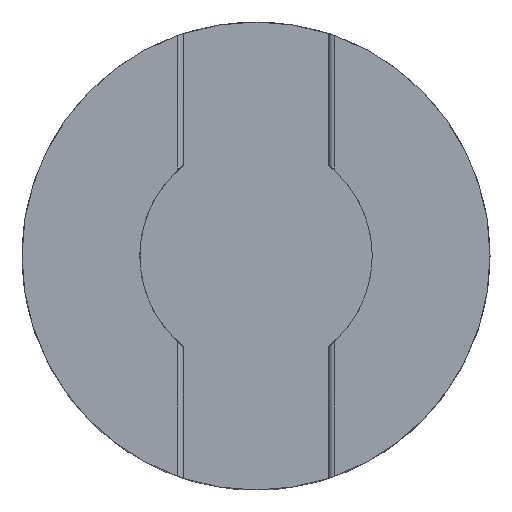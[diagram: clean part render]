
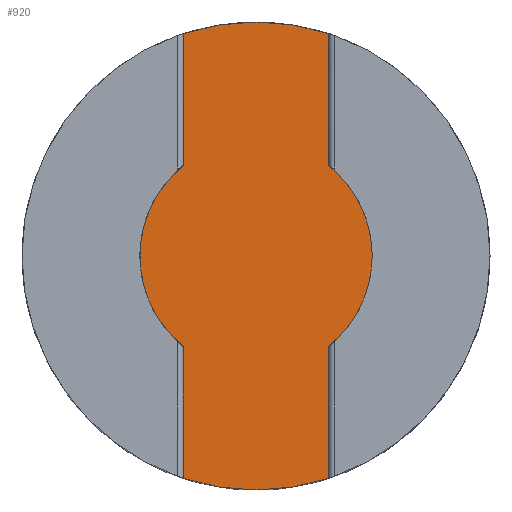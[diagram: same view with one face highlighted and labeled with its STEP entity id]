
A CAD part, top view. The second image highlights one B-rep face of the part: STEP entity #920.
In plain terms, the highlighted planar face has unit normal (0, 0, 1).
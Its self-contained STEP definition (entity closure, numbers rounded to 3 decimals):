
#9 = ORIENTED_EDGE ( 'NONE', *, *, #75, .F. ) ;
#41 = CARTESIAN_POINT ( 'NONE',  ( 2.43, 7.464, 0.95 ) ) ;
#52 = DIRECTION ( 'NONE',  ( 0., 0., -1. ) ) ;
#54 = EDGE_CURVE ( 'NONE', #990, #820, #452, .T. ) ;
#64 = CARTESIAN_POINT ( 'NONE',  ( 0., 0., 0.95 ) ) ;
#67 = CARTESIAN_POINT ( 'NONE',  ( 0., 0., 0.95 ) ) ;
#75 = EDGE_CURVE ( 'NONE', #288, #1085, #978, .T. ) ;
#90 = CARTESIAN_POINT ( 'NONE',  ( 2.43, 3.05, 0.95 ) ) ;
#91 = EDGE_CURVE ( 'NONE', #1019, #474, #888, .T. ) ;
#136 = CARTESIAN_POINT ( 'NONE',  ( -2.43, 7.464, 0.95 ) ) ;
#145 = DIRECTION ( 'NONE',  ( 0., 0., 1. ) ) ;
#154 = AXIS2_PLACEMENT_3D ( 'NONE', #1054, #292, #637 ) ;
#156 = EDGE_CURVE ( 'NONE', #418, #990, #581, .T. ) ;
#171 = AXIS2_PLACEMENT_3D ( 'NONE', #880, #811, #894 ) ;
#195 = CARTESIAN_POINT ( 'NONE',  ( -2.43, 7.464, 0.95 ) ) ;
#203 = CARTESIAN_POINT ( 'NONE',  ( 2.43, -7.464, 0.95 ) ) ;
#222 = CARTESIAN_POINT ( 'NONE',  ( -2.43, -7.464, 0.95 ) ) ;
#232 = ORIENTED_EDGE ( 'NONE', *, *, #156, .T. ) ;
#244 = ORIENTED_EDGE ( 'NONE', *, *, #733, .F. ) ;
#275 = ORIENTED_EDGE ( 'NONE', *, *, #1052, .F. ) ;
#285 = VECTOR ( 'NONE', #287, 1000. ) ;
#287 = DIRECTION ( 'NONE',  ( 0., -1., 0. ) ) ;
#288 = VERTEX_POINT ( 'NONE', #90 ) ;
#292 = DIRECTION ( 'NONE',  ( 0., 0., 1. ) ) ;
#308 = CARTESIAN_POINT ( 'NONE',  ( 3.9, 0., 0.95 ) ) ;
#313 = AXIS2_PLACEMENT_3D ( 'NONE', #67, #145, #406 ) ;
#314 = CARTESIAN_POINT ( 'NONE',  ( 2.43, 7.464, 0.95 ) ) ;
#349 = CARTESIAN_POINT ( 'NONE',  ( 0., 0., 0.95 ) ) ;
#362 = LINE ( 'NONE', #1050, #647 ) ;
#380 = FACE_OUTER_BOUND ( 'NONE', #437, .T. ) ;
#390 = VERTEX_POINT ( 'NONE', #593 ) ;
#399 = VECTOR ( 'NONE', #986, 1000. ) ;
#402 = DIRECTION ( 'NONE',  ( 1., 0., 0. ) ) ;
#406 = DIRECTION ( 'NONE',  ( 1., 0., 0. ) ) ;
#417 = CIRCLE ( 'NONE', #171, 3.9 ) ;
#418 = VERTEX_POINT ( 'NONE', #41 ) ;
#437 = EDGE_LOOP ( 'NONE', ( #1086, #275, #9, #549, #232, #852, #244, #665, #800 ) ) ;
#450 = CARTESIAN_POINT ( 'NONE',  ( 2.43, -3.05, 0.95 ) ) ;
#452 = LINE ( 'NONE', #868, #939 ) ;
#474 = VERTEX_POINT ( 'NONE', #203 ) ;
#499 = EDGE_CURVE ( 'NONE', #474, #572, #362, .T. ) ;
#518 = DIRECTION ( 'NONE',  ( 0., -1., 0. ) ) ;
#530 = LINE ( 'NONE', #195, #285 ) ;
#549 = ORIENTED_EDGE ( 'NONE', *, *, #1078, .T. ) ;
#572 = VERTEX_POINT ( 'NONE', #450 ) ;
#581 = CIRCLE ( 'NONE', #313, 7.85 ) ;
#593 = CARTESIAN_POINT ( 'NONE',  ( -2.43, -3.05, 0.95 ) ) ;
#614 = CARTESIAN_POINT ( 'NONE',  ( 0., 0., 0.95 ) ) ;
#637 = DIRECTION ( 'NONE',  ( 1., 0., 0. ) ) ;
#647 = VECTOR ( 'NONE', #789, 1000. ) ;
#665 = ORIENTED_EDGE ( 'NONE', *, *, #905, .T. ) ;
#712 = DIRECTION ( 'NONE',  ( 0., 0., 1. ) ) ;
#733 = EDGE_CURVE ( 'NONE', #390, #820, #417, .T. ) ;
#735 = AXIS2_PLACEMENT_3D ( 'NONE', #349, #712, #1037 ) ;
#749 = AXIS2_PLACEMENT_3D ( 'NONE', #64, #52, #402 ) ;
#789 = DIRECTION ( 'NONE',  ( 0., 1., 0. ) ) ;
#800 = ORIENTED_EDGE ( 'NONE', *, *, #91, .T. ) ;
#803 = DIRECTION ( 'NONE',  ( 0., 0., -1. ) ) ;
#811 = DIRECTION ( 'NONE',  ( 0., 0., -1. ) ) ;
#820 = VERTEX_POINT ( 'NONE', #876 ) ;
#852 = ORIENTED_EDGE ( 'NONE', *, *, #54, .T. ) ;
#867 = AXIS2_PLACEMENT_3D ( 'NONE', #614, #803, #959 ) ;
#868 = CARTESIAN_POINT ( 'NONE',  ( -2.43, 7.464, 0.95 ) ) ;
#876 = CARTESIAN_POINT ( 'NONE',  ( -2.43, 3.05, 0.95 ) ) ;
#880 = CARTESIAN_POINT ( 'NONE',  ( 0., 0., 0.95 ) ) ;
#888 = CIRCLE ( 'NONE', #735, 7.85 ) ;
#894 = DIRECTION ( 'NONE',  ( 1., 0., 0. ) ) ;
#897 = PLANE ( 'NONE',  #154 ) ;
#905 = EDGE_CURVE ( 'NONE', #390, #1019, #530, .T. ) ;
#908 = LINE ( 'NONE', #314, #399 ) ;
#920 = ADVANCED_FACE ( 'NONE', ( #380 ), #897, .T. ) ;
#939 = VECTOR ( 'NONE', #518, 1000. ) ;
#959 = DIRECTION ( 'NONE',  ( 1., 0., 0. ) ) ;
#978 = CIRCLE ( 'NONE', #867, 3.9 ) ;
#986 = DIRECTION ( 'NONE',  ( 0., 1., 0. ) ) ;
#990 = VERTEX_POINT ( 'NONE', #136 ) ;
#1019 = VERTEX_POINT ( 'NONE', #222 ) ;
#1037 = DIRECTION ( 'NONE',  ( 1., 0., 0. ) ) ;
#1050 = CARTESIAN_POINT ( 'NONE',  ( 2.43, 7.464, 0.95 ) ) ;
#1052 = EDGE_CURVE ( 'NONE', #1085, #572, #1081, .T. ) ;
#1054 = CARTESIAN_POINT ( 'NONE',  ( 0., 0., 0.95 ) ) ;
#1078 = EDGE_CURVE ( 'NONE', #288, #418, #908, .T. ) ;
#1081 = CIRCLE ( 'NONE', #749, 3.9 ) ;
#1085 = VERTEX_POINT ( 'NONE', #308 ) ;
#1086 = ORIENTED_EDGE ( 'NONE', *, *, #499, .T. ) ;
